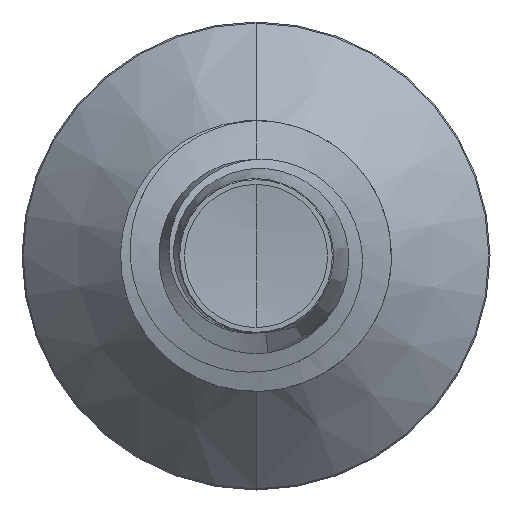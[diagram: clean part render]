
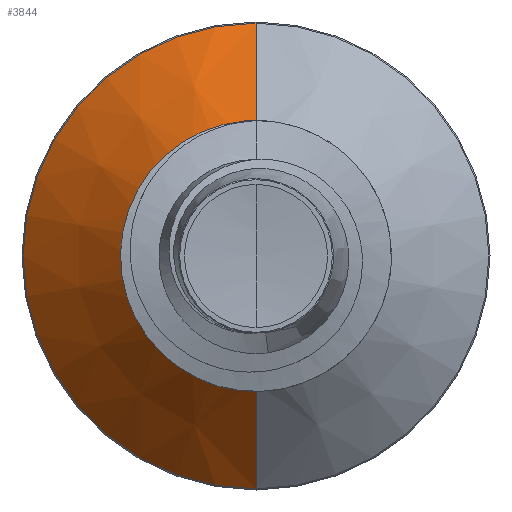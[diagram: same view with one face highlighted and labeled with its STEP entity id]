
A CAD part, front view. The second image highlights one B-rep face of the part: STEP entity #3844.
In plain terms, the highlighted conical face has half-angle 45 degrees and reference radius 1.034 mm.
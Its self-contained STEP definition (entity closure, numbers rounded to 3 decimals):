
#409 = EDGE_LOOP ( 'NONE', ( #4020, #1934, #7870, #6391 ) ) ;
#417 = EDGE_CURVE ( 'NONE', #4078, #1327, #5814, .T. ) ;
#426 = EDGE_CURVE ( 'NONE', #464, #4078, #4199, .T. ) ;
#464 = VERTEX_POINT ( 'NONE', #3560 ) ;
#819 = LINE ( 'NONE', #1300, #5522 ) ;
#1300 = CARTESIAN_POINT ( 'NONE',  ( 0., 1.784, -1.034 ) ) ;
#1327 = VERTEX_POINT ( 'NONE', #5044 ) ;
#1681 = DIRECTION ( 'NONE',  ( 0., 0.707, 0.707 ) ) ;
#1920 = CARTESIAN_POINT ( 'NONE',  ( 0., 1.784, 0. ) ) ;
#1934 = ORIENTED_EDGE ( 'NONE', *, *, #426, .T. ) ;
#2066 = CONICAL_SURFACE ( 'NONE', #7466, 1.034, 0.785 ) ;
#2174 = AXIS2_PLACEMENT_3D ( 'NONE', #2789, #7053, #3404 ) ;
#2266 = FACE_OUTER_BOUND ( 'NONE', #409, .T. ) ;
#2459 = CARTESIAN_POINT ( 'NONE',  ( 0., 1.784, 1.034 ) ) ;
#2566 = VECTOR ( 'NONE', #1681, 1000. ) ;
#2789 = CARTESIAN_POINT ( 'NONE',  ( 0., 2.64, 0. ) ) ;
#3183 = EDGE_CURVE ( 'NONE', #3324, #1327, #7853, .T. ) ;
#3324 = VERTEX_POINT ( 'NONE', #5383 ) ;
#3404 = DIRECTION ( 'NONE',  ( 0., 0., 1. ) ) ;
#3560 = CARTESIAN_POINT ( 'NONE',  ( 0., 1.784, -1.034 ) ) ;
#3827 = EDGE_CURVE ( 'NONE', #464, #3324, #819, .T. ) ;
#3844 = ADVANCED_FACE ( 'NONE', ( #2266 ), #2066, .T. ) ;
#4020 = ORIENTED_EDGE ( 'NONE', *, *, #3827, .F. ) ;
#4078 = VERTEX_POINT ( 'NONE', #6404 ) ;
#4199 = CIRCLE ( 'NONE', #5652, 1.034 ) ;
#4976 = DIRECTION ( 'NONE',  ( 0., 0.707, -0.707 ) ) ;
#5001 = DIRECTION ( 'NONE',  ( 0., 0., 1. ) ) ;
#5044 = CARTESIAN_POINT ( 'NONE',  ( 0., 2.64, 1.89 ) ) ;
#5383 = CARTESIAN_POINT ( 'NONE',  ( 0., 2.64, -1.89 ) ) ;
#5522 = VECTOR ( 'NONE', #4976, 1000. ) ;
#5586 = DIRECTION ( 'NONE',  ( 0., 0., 1. ) ) ;
#5611 = DIRECTION ( 'NONE',  ( 0., 1., 0. ) ) ;
#5652 = AXIS2_PLACEMENT_3D ( 'NONE', #6216, #5611, #5001 ) ;
#5814 = LINE ( 'NONE', #2459, #2566 ) ;
#6216 = CARTESIAN_POINT ( 'NONE',  ( 0., 1.784, 0. ) ) ;
#6391 = ORIENTED_EDGE ( 'NONE', *, *, #3183, .F. ) ;
#6404 = CARTESIAN_POINT ( 'NONE',  ( 0., 1.784, 1.034 ) ) ;
#6807 = DIRECTION ( 'NONE',  ( 0., 1., 0. ) ) ;
#7053 = DIRECTION ( 'NONE',  ( 0., 1., 0. ) ) ;
#7466 = AXIS2_PLACEMENT_3D ( 'NONE', #1920, #6807, #5586 ) ;
#7853 = CIRCLE ( 'NONE', #2174, 1.89 ) ;
#7870 = ORIENTED_EDGE ( 'NONE', *, *, #417, .T. ) ;
